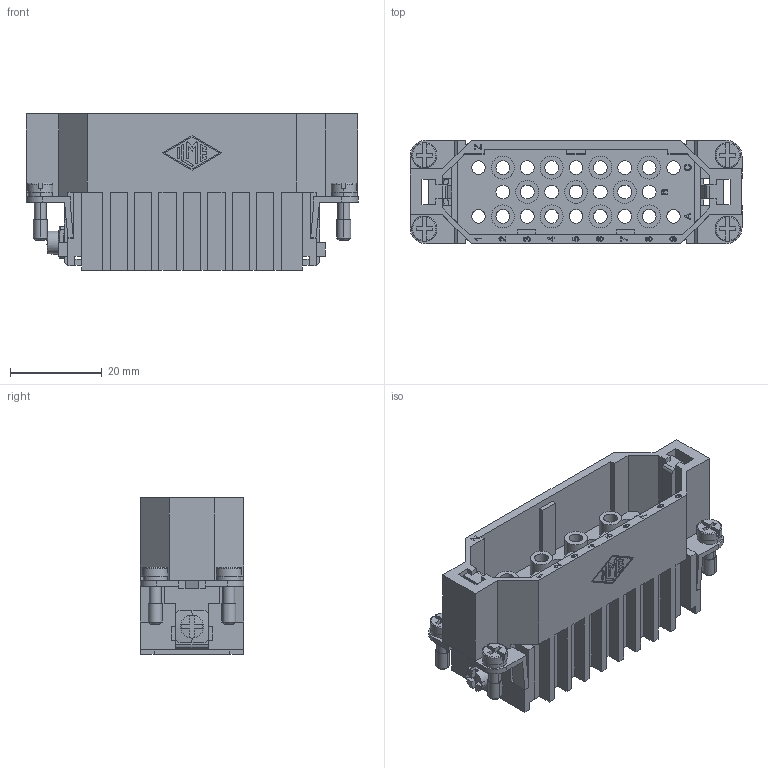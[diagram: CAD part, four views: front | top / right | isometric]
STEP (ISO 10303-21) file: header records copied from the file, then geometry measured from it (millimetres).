
FILE_DESCRIPTION((''),'2;1');
FILE_NAME('CDM 25 Z.stp','2006-12-11T14:33:25',('gembarski'),(''),'Autodesk Inventor 7','Autodesk Inventor 7','');
FILE_SCHEMA(('AUTOMOTIVE_DESIGN { 1 0 10303 214 1 1 1 1 }'));
Length unit declared in the file: millimetre
Products named in the file (1): CDM 25 Z
Bounding box: 72.2 x 22.5 x 34.01 mm (x, y, z)
Volume: 21799.7 mm3; surface area: 21194.6 mm2
Topology: 1 solids, 1 shells, 1185 faces, 3156 edges, 2075 vertices
Faces by surface type: plane 535, bspline 462, cylinder 172, torus 8, cone 4, sphere 4
Entity records: 38848 total; most frequent: CARTESIAN_POINT 11221, ORIENTED_EDGE 6320, DIRECTION 4531, EDGE_CURVE 3160, VECTOR 2109, LINE 2109, VERTEX_POINT 2075, EDGE_LOOP 1351
